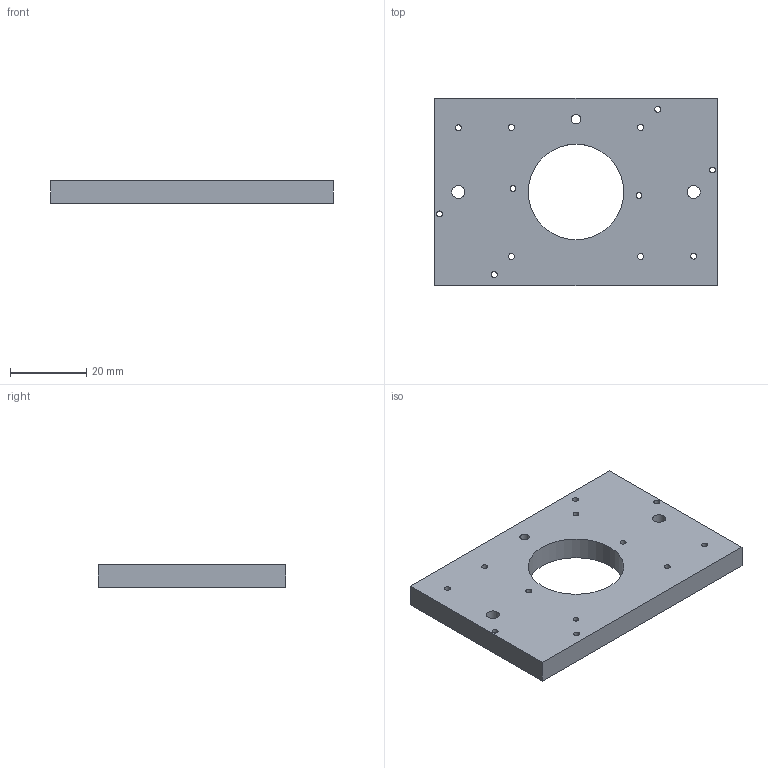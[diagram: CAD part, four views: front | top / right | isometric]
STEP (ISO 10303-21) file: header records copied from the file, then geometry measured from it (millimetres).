
FILE_DESCRIPTION(/* description */ (''),/* implementation_level */ '2;1');
FILE_NAME(/* name */ 'adapter-plate.stp',/* time_stamp */ '2023-09-07T01:18:46-04:00',/* author */ ('Fujitsu'),/* organization */ (''),/* preprocessor_version */ 'ST-DEVELOPER v19.2',/* originating_system */ 'Autodesk Inventor 2024',/* authorisation */ '');
FILE_SCHEMA (('AUTOMOTIVE_DESIGN { 1 0 10303 214 3 1 1 }'));
Length unit declared in the file: millimetre
Products named in the file (1): adapter-plate
Bounding box: 74 x 49 x 6 mm (x, y, z)
Volume: 18534.5 mm3; surface area: 8654.4 mm2
Topology: 1 solids, 1 shells, 22 faces, 166 edges, 236 vertices
Faces by surface type: cylinder 16, plane 6
Full cylindrical faces by diameter (mm): 1.567 x12, 2.459 x1, 3.4 x2, 25 x1
Entity records: 1219 total; most frequent: CARTESIAN_POINT 320, DIRECTION 172, ORIENTED_EDGE 120, POLYLINE 89, AXIS2_PLACEMENT_3D 72, EDGE_CURVE 60, EDGE_LOOP 54, CIRCLE 49
